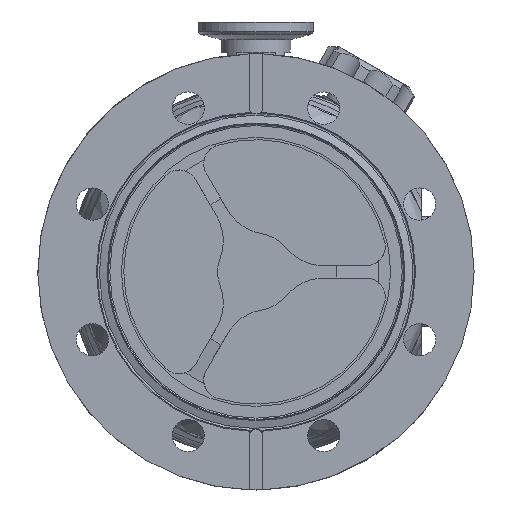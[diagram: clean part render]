
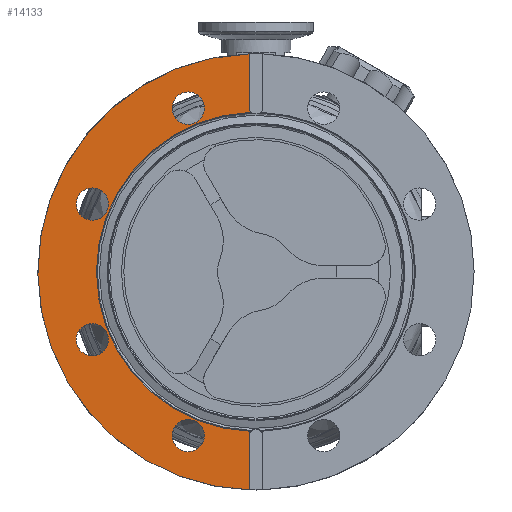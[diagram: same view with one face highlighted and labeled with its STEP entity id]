
A CAD part, front view. The second image highlights one B-rep face of the part: STEP entity #14133.
In plain terms, the highlighted planar face has unit normal (0, -1, 0).
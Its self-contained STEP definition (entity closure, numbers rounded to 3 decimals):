
#13817=CARTESIAN_POINT('',(-15.542,-76.7,-38.954));
#13818=VERTEX_POINT('',#13817);
#13819=CARTESIAN_POINT('',(-17.642,-76.7,-42.591));
#13820=DIRECTION('',(0.,1.,0.));
#13821=DIRECTION('',(0.5,0.,0.866));
#13822=AXIS2_PLACEMENT_3D('',#13819,#13820,#13821);
#13823=CIRCLE('',#13822,4.2);
#13824=EDGE_CURVE('',#13818,#13818,#13823,.T.);
#13858=CARTESIAN_POINT('',(-40.491,-76.7,-14.004));
#13859=VERTEX_POINT('',#13858);
#13860=CARTESIAN_POINT('',(-42.591,-76.7,-17.642));
#13861=DIRECTION('',(0.,1.,0.));
#13862=DIRECTION('',(0.5,0.,0.866));
#13863=AXIS2_PLACEMENT_3D('',#13860,#13861,#13862);
#13864=CIRCLE('',#13863,4.2);
#13865=EDGE_CURVE('',#13859,#13859,#13864,.T.);
#13899=CARTESIAN_POINT('',(-40.491,-76.7,21.279));
#13900=VERTEX_POINT('',#13899);
#13901=CARTESIAN_POINT('',(-42.591,-76.7,17.642));
#13902=DIRECTION('',(0.,1.,0.));
#13903=DIRECTION('',(0.5,0.,0.866));
#13904=AXIS2_PLACEMENT_3D('',#13901,#13902,#13903);
#13905=CIRCLE('',#13904,4.2);
#13906=EDGE_CURVE('',#13900,#13900,#13905,.T.);
#13940=CARTESIAN_POINT('',(-15.542,-76.7,46.228));
#13941=VERTEX_POINT('',#13940);
#13942=CARTESIAN_POINT('',(-17.642,-76.7,42.591));
#13943=DIRECTION('',(0.,1.,0.));
#13944=DIRECTION('',(0.5,0.,0.866));
#13945=AXIS2_PLACEMENT_3D('',#13942,#13943,#13944);
#13946=CIRCLE('',#13945,4.2);
#13947=EDGE_CURVE('',#13941,#13941,#13946,.T.);
#14001=CARTESIAN_POINT('',(-1.75,-76.7,56.723));
#14002=VERTEX_POINT('',#14001);
#14054=CARTESIAN_POINT('',(-1.75,-76.7,-56.723));
#14055=VERTEX_POINT('',#14054);
#14062=CARTESIAN_POINT('',(0.,-76.7,0.));
#14063=DIRECTION('',(0.,-1.,0.));
#14064=DIRECTION('',(-0.5,0.,-0.866));
#14065=AXIS2_PLACEMENT_3D('',#14062,#14063,#14064);
#14066=CIRCLE('',#14065,56.75);
#14067=EDGE_CURVE('',#14002,#14055,#14066,.T.);
#14072=CARTESIAN_POINT('',(-14.188,-76.7,-24.573));
#14073=DIRECTION('',(0.0,-1.0,0.0));
#14074=DIRECTION('',(0.866,0.0,-0.5));
#14075=AXIS2_PLACEMENT_3D('',#14072,#14073,#14074);
#14076=PLANE('',#14075);
#14077=CARTESIAN_POINT('',(-1.301,-76.7,41.48));
#14078=VERTEX_POINT('',#14077);
#14079=CARTESIAN_POINT('',(-1.75,-76.7,42.65));
#14080=VERTEX_POINT('',#14079);
#14081=CARTESIAN_POINT('',(0.,-76.7,42.65));
#14082=DIRECTION('',(0.0,1.0,0.0));
#14083=DIRECTION('',(-1.0,0.0,0.0));
#14084=AXIS2_PLACEMENT_3D('',#14081,#14082,#14083);
#14085=CIRCLE('',#14084,1.75);
#14086=EDGE_CURVE('',#14078,#14080,#14085,.T.);
#14087=ORIENTED_EDGE('',*,*,#14086,.T.);
#14088=CARTESIAN_POINT('',(-1.75,-76.7,42.65));
#14089=DIRECTION('',(0.0,0.0,1.0));
#14090=VECTOR('',#14089,14.073);
#14091=LINE('',#14088,#14090);
#14092=EDGE_CURVE('',#14080,#14002,#14091,.T.);
#14093=ORIENTED_EDGE('',*,*,#14092,.T.);
#14094=ORIENTED_EDGE('',*,*,#14067,.T.);
#14095=CARTESIAN_POINT('',(-1.75,-76.7,-42.65));
#14096=VERTEX_POINT('',#14095);
#14097=CARTESIAN_POINT('',(-1.75,-76.7,-56.723));
#14098=DIRECTION('',(0.0,0.0,1.0));
#14099=VECTOR('',#14098,14.073);
#14100=LINE('',#14097,#14099);
#14101=EDGE_CURVE('',#14055,#14096,#14100,.T.);
#14102=ORIENTED_EDGE('',*,*,#14101,.T.);
#14103=CARTESIAN_POINT('',(-1.301,-76.7,-41.48));
#14104=VERTEX_POINT('',#14103);
#14105=CARTESIAN_POINT('',(0.,-76.7,-42.65));
#14106=DIRECTION('',(0.0,1.0,0.0));
#14107=DIRECTION('',(1.0,0.0,0.0));
#14108=AXIS2_PLACEMENT_3D('',#14105,#14106,#14107);
#14109=CIRCLE('',#14108,1.75);
#14110=EDGE_CURVE('',#14096,#14104,#14109,.T.);
#14111=ORIENTED_EDGE('',*,*,#14110,.T.);
#14112=CARTESIAN_POINT('',(0.,-76.7,0.));
#14113=DIRECTION('',(0.,1.,0.));
#14114=DIRECTION('',(-0.5,0.,-0.866));
#14115=AXIS2_PLACEMENT_3D('',#14112,#14113,#14114);
#14116=CIRCLE('',#14115,41.5);
#14117=EDGE_CURVE('',#14104,#14078,#14116,.T.);
#14118=ORIENTED_EDGE('',*,*,#14117,.T.);
#14119=EDGE_LOOP('',(#14087,#14093,#14094,#14102,#14111,#14118));
#14120=FACE_OUTER_BOUND('',#14119,.T.);
#14121=ORIENTED_EDGE('',*,*,#13824,.T.);
#14122=EDGE_LOOP('',(#14121));
#14123=FACE_BOUND('',#14122,.T.);
#14124=ORIENTED_EDGE('',*,*,#13865,.T.);
#14125=EDGE_LOOP('',(#14124));
#14126=FACE_BOUND('',#14125,.T.);
#14127=ORIENTED_EDGE('',*,*,#13906,.T.);
#14128=EDGE_LOOP('',(#14127));
#14129=FACE_BOUND('',#14128,.T.);
#14130=ORIENTED_EDGE('',*,*,#13947,.T.);
#14131=EDGE_LOOP('',(#14130));
#14132=FACE_BOUND('',#14131,.T.);
#14133=ADVANCED_FACE('',(#14120,#14123,#14126,#14129,#14132),#14076,.T.);
